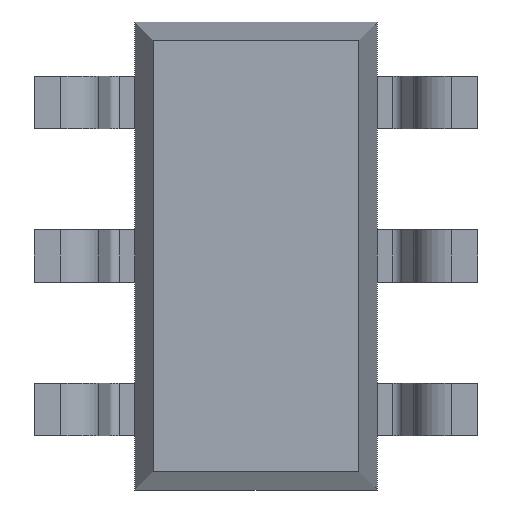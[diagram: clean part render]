
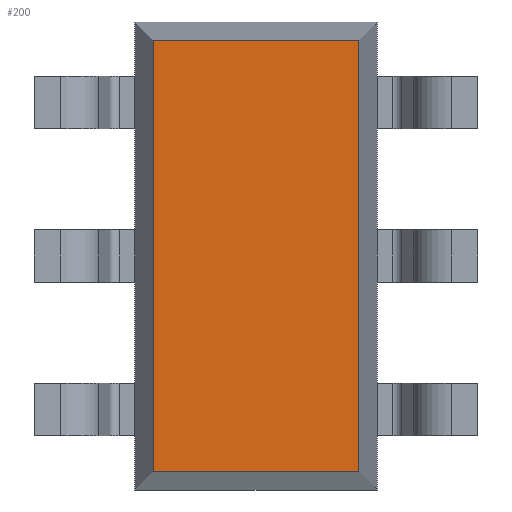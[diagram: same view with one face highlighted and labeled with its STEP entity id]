
A CAD part, front view. The second image highlights one B-rep face of the part: STEP entity #200.
In plain terms, the highlighted planar face has unit normal (0, -1, 0).
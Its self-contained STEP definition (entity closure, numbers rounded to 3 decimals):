
#63 = EDGE_CURVE ( 'NONE', #1971, #2899, #1495, .T. ) ;
#200 = ADVANCED_FACE ( 'NONE', ( #1480 ), #301, .T. ) ;
#216 = DIRECTION ( 'NONE',  ( -1., 0., 0. ) ) ;
#243 = LINE ( 'NONE', #1189, #1005 ) ;
#285 = CARTESIAN_POINT ( 'NONE',  ( 0.637, 0., 1.337 ) ) ;
#300 = VERTEX_POINT ( 'NONE', #1314 ) ;
#301 = PLANE ( 'NONE',  #543 ) ;
#366 = VERTEX_POINT ( 'NONE', #1373 ) ;
#419 = VECTOR ( 'NONE', #2027, 1000. ) ;
#504 = ORIENTED_EDGE ( 'NONE', *, *, #2686, .T. ) ;
#543 = AXIS2_PLACEMENT_3D ( 'NONE', #1019, #732, #2419 ) ;
#546 = ORIENTED_EDGE ( 'NONE', *, *, #63, .T. ) ;
#564 = CARTESIAN_POINT ( 'NONE',  ( -0.75, 0., -1.337 ) ) ;
#601 = VECTOR ( 'NONE', #3103, 1000. ) ;
#732 = DIRECTION ( 'NONE',  ( 0., -1., 0. ) ) ;
#882 = EDGE_CURVE ( 'NONE', #366, #300, #1024, .T. ) ;
#1005 = VECTOR ( 'NONE', #216, 1000. ) ;
#1019 = CARTESIAN_POINT ( 'NONE',  ( 0., 0., 0. ) ) ;
#1024 = LINE ( 'NONE', #1658, #601 ) ;
#1083 = LINE ( 'NONE', #564, #419 ) ;
#1101 = VECTOR ( 'NONE', #2908, 1000. ) ;
#1142 = EDGE_CURVE ( 'NONE', #2899, #366, #243, .T. ) ;
#1189 = CARTESIAN_POINT ( 'NONE',  ( 0.75, 0., 1.337 ) ) ;
#1314 = CARTESIAN_POINT ( 'NONE',  ( -0.637, 0., -1.337 ) ) ;
#1373 = CARTESIAN_POINT ( 'NONE',  ( -0.637, 0., 1.337 ) ) ;
#1480 = FACE_OUTER_BOUND ( 'NONE', #2773, .T. ) ;
#1495 = LINE ( 'NONE', #2697, #1101 ) ;
#1514 = ORIENTED_EDGE ( 'NONE', *, *, #1142, .T. ) ;
#1549 = CARTESIAN_POINT ( 'NONE',  ( 0.637, 0., -1.337 ) ) ;
#1658 = CARTESIAN_POINT ( 'NONE',  ( -0.637, 0., 1.45 ) ) ;
#1971 = VERTEX_POINT ( 'NONE', #1549 ) ;
#2027 = DIRECTION ( 'NONE',  ( 1., 0., 0. ) ) ;
#2419 = DIRECTION ( 'NONE',  ( 1., 0., 0. ) ) ;
#2686 = EDGE_CURVE ( 'NONE', #300, #1971, #1083, .T. ) ;
#2697 = CARTESIAN_POINT ( 'NONE',  ( 0.637, 0., -1.45 ) ) ;
#2773 = EDGE_LOOP ( 'NONE', ( #546, #1514, #3102, #504 ) ) ;
#2899 = VERTEX_POINT ( 'NONE', #285 ) ;
#2908 = DIRECTION ( 'NONE',  ( 0., 0., 1. ) ) ;
#3102 = ORIENTED_EDGE ( 'NONE', *, *, #882, .T. ) ;
#3103 = DIRECTION ( 'NONE',  ( 0., 0., -1. ) ) ;
